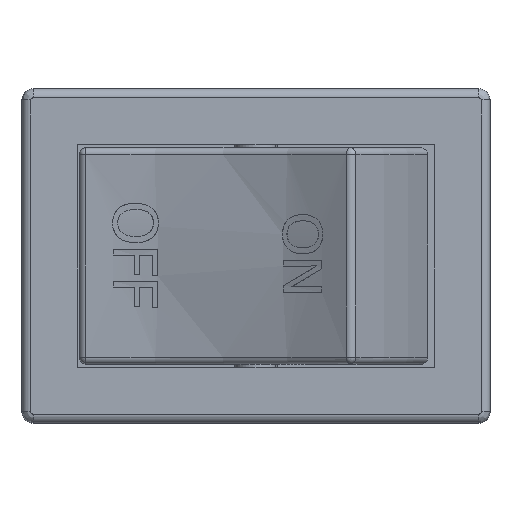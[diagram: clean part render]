
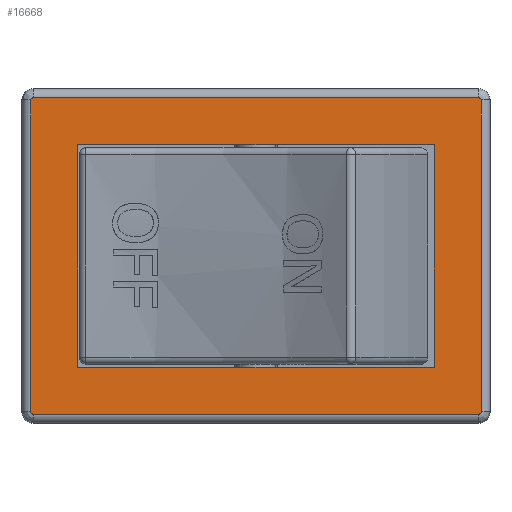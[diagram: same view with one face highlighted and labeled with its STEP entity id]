
A CAD part, top view. The second image highlights one B-rep face of the part: STEP entity #16668.
In plain terms, the highlighted planar face has unit normal (0, 0, 1).
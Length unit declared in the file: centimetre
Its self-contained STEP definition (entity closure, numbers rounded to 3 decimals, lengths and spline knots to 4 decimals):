
#105=FACE_BOUND('',#3233,.T.);
#910=PLANE('',#17421);
#2279=FACE_OUTER_BOUND('',#3232,.T.);
#3232=EDGE_LOOP('',(#15612,#15613,#15614,#15615,#15616,#15617,#15618,#15619));
#3233=EDGE_LOOP('',(#15620,#15621,#15622,#15623));
#3349=CIRCLE('',#17401,0.01);
#3353=CIRCLE('',#17405,0.01);
#3357=CIRCLE('',#17411,0.01);
#3361=CIRCLE('',#17415,0.01);
#5098=LINE('',#35572,#6916);
#5102=LINE('',#35581,#6920);
#5105=LINE('',#35585,#6923);
#5107=LINE('',#35589,#6925);
#5108=LINE('',#35595,#6926);
#5110=LINE('',#35631,#6928);
#5113=LINE('',#35638,#6931);
#5115=LINE('',#35669,#6933);
#6916=VECTOR('',#20546,1.);
#6920=VECTOR('',#20552,1.);
#6923=VECTOR('',#20557,1.);
#6925=VECTOR('',#20563,1.);
#6926=VECTOR('',#20568,1.);
#6928=VECTOR('',#20588,1.);
#6931=VECTOR('',#20595,1.);
#6933=VECTOR('',#20611,1.);
#8532=VERTEX_POINT('',#35569);
#8533=VERTEX_POINT('',#35571);
#8536=VERTEX_POINT('',#35578);
#8537=VERTEX_POINT('',#35580);
#8539=VERTEX_POINT('',#35592);
#8540=VERTEX_POINT('',#35594);
#8543=VERTEX_POINT('',#35609);
#8544=VERTEX_POINT('',#35622);
#8547=VERTEX_POINT('',#35629);
#8548=VERTEX_POINT('',#35634);
#8551=VERTEX_POINT('',#35649);
#8552=VERTEX_POINT('',#35662);
#10888=EDGE_CURVE('',#8533,#8532,#5098,.T.);
#10892=EDGE_CURVE('',#8537,#8536,#5102,.T.);
#10895=EDGE_CURVE('',#8536,#8533,#5105,.T.);
#10897=EDGE_CURVE('',#8532,#8537,#5107,.T.);
#10899=EDGE_CURVE('',#8539,#8540,#5108,.T.);
#10903=EDGE_CURVE('',#8543,#8539,#3349,.T.);
#10907=EDGE_CURVE('',#8540,#8544,#3353,.T.);
#10909=EDGE_CURVE('',#8547,#8543,#5110,.T.);
#10913=EDGE_CURVE('',#8544,#8548,#5113,.T.);
#10915=EDGE_CURVE('',#8551,#8547,#3357,.T.);
#10919=EDGE_CURVE('',#8548,#8552,#3361,.T.);
#10921=EDGE_CURVE('',#8552,#8551,#5115,.T.);
#15612=ORIENTED_EDGE('',*,*,#10899,.F.);
#15613=ORIENTED_EDGE('',*,*,#10903,.F.);
#15614=ORIENTED_EDGE('',*,*,#10909,.F.);
#15615=ORIENTED_EDGE('',*,*,#10915,.F.);
#15616=ORIENTED_EDGE('',*,*,#10921,.F.);
#15617=ORIENTED_EDGE('',*,*,#10919,.F.);
#15618=ORIENTED_EDGE('',*,*,#10913,.F.);
#15619=ORIENTED_EDGE('',*,*,#10907,.F.);
#15620=ORIENTED_EDGE('',*,*,#10892,.T.);
#15621=ORIENTED_EDGE('',*,*,#10895,.T.);
#15622=ORIENTED_EDGE('',*,*,#10888,.T.);
#15623=ORIENTED_EDGE('',*,*,#10897,.T.);
#16668=ADVANCED_FACE('',(#2279,#105),#910,.T.);
#17401=AXIS2_PLACEMENT_3D('',#35611,#20574,#20575);
#17405=AXIS2_PLACEMENT_3D('',#35626,#20582,#20583);
#17411=AXIS2_PLACEMENT_3D('',#35651,#20598,#20599);
#17415=AXIS2_PLACEMENT_3D('',#35666,#20606,#20607);
#17421=AXIS2_PLACEMENT_3D('',#35679,#20625,#20626);
#20546=DIRECTION('',(-1.,0.,0.));
#20552=DIRECTION('',(1.,0.,0.));
#20557=DIRECTION('',(0.,-1.,0.));
#20563=DIRECTION('',(0.,1.,0.));
#20568=DIRECTION('',(1.,0.,0.));
#20574=DIRECTION('center_axis',(0.,0.,
-1.));
#20575=DIRECTION('ref_axis',(-0.707,0.707,0.));
#20582=DIRECTION('center_axis',(0.,0.,
-1.));
#20583=DIRECTION('ref_axis',(0.707,0.707,0.));
#20588=DIRECTION('',(0.,1.,0.));
#20595=DIRECTION('',(0.,-1.,0.));
#20598=DIRECTION('center_axis',(0.,0.,
-1.));
#20599=DIRECTION('ref_axis',(-0.707,-0.707,0.));
#20606=DIRECTION('center_axis',(0.,0.,
-1.));
#20607=DIRECTION('ref_axis',(0.707,-0.707,0.));
#20611=DIRECTION('',(-1.,0.,0.));
#20625=DIRECTION('center_axis',(0.,0.,
1.));
#20626=DIRECTION('ref_axis',(1.,0.,0.));
#35569=CARTESIAN_POINT('',(-0.8,-0.5,1.26));
#35571=CARTESIAN_POINT('',(0.8,-0.5,1.26));
#35572=CARTESIAN_POINT('',(-0.4,-0.5,1.26));
#35578=CARTESIAN_POINT('',(0.8,0.5,1.26));
#35580=CARTESIAN_POINT('',(-0.8,0.5,1.26));
#35581=CARTESIAN_POINT('',(0.,0.5,1.26));
#35585=CARTESIAN_POINT('',(0.8,0.225,1.26));
#35589=CARTESIAN_POINT('',(-0.8,0.225,1.26));
#35592=CARTESIAN_POINT('',(-1.,0.71,1.26));
#35594=CARTESIAN_POINT('',(1.,0.71,1.26));
#35595=CARTESIAN_POINT('',(-0.5,0.71,1.26));
#35609=CARTESIAN_POINT('',(-1.01,0.7,1.26));
#35611=CARTESIAN_POINT('Origin',(-1.,0.7,1.26));
#35622=CARTESIAN_POINT('',(1.01,0.7,1.26));
#35626=CARTESIAN_POINT('Origin',(1.,0.7,1.26));
#35629=CARTESIAN_POINT('',(-1.01,-0.7,1.26));
#35631=CARTESIAN_POINT('',(-1.01,-0.35,1.26));
#35634=CARTESIAN_POINT('',(1.01,-0.7,1.26));
#35638=CARTESIAN_POINT('',(1.01,0.35,1.26));
#35649=CARTESIAN_POINT('',(-1.,-0.71,1.26));
#35651=CARTESIAN_POINT('Origin',(-1.,-0.7,1.26));
#35662=CARTESIAN_POINT('',(1.,-0.71,1.26));
#35666=CARTESIAN_POINT('Origin',(1.,-0.7,1.26));
#35669=CARTESIAN_POINT('',(0.5,-0.71,1.26));
#35679=CARTESIAN_POINT('Origin',(0.,0.,1.26));
